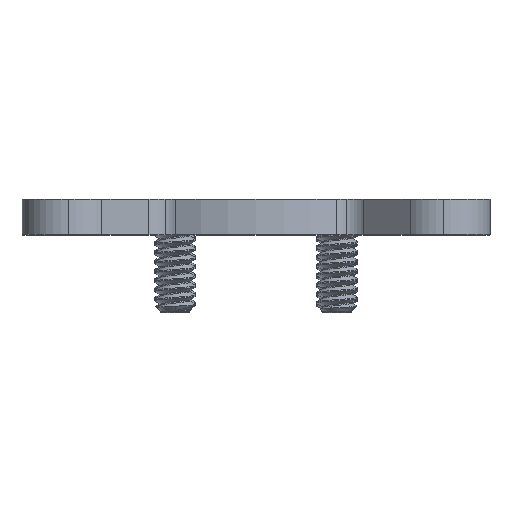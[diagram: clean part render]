
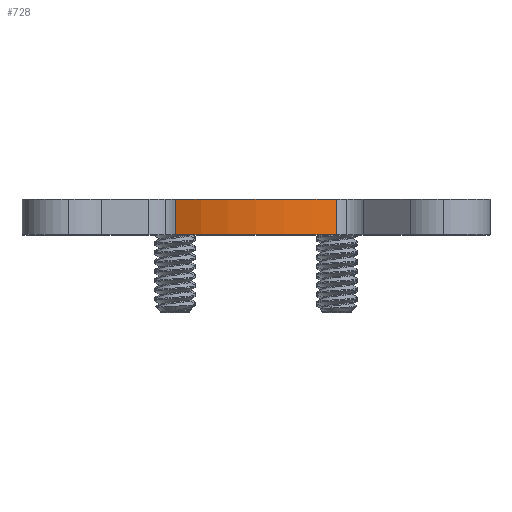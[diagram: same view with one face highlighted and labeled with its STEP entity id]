
A CAD part, top view. The second image highlights one B-rep face of the part: STEP entity #728.
In plain terms, the highlighted cylindrical face has radius 16 mm (diameter 32 mm), a partial arc.
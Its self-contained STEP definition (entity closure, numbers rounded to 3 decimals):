
#728 = ADVANCED_FACE ( 'NONE', ( #21600 ), #5865, .T. ) ;
#1170 = DIRECTION ( 'NONE',  ( 0., 1., 0. ) ) ;
#1611 = VECTOR ( 'NONE', #18539, 1000. ) ;
#2154 = LINE ( 'NONE', #5947, #1611 ) ;
#3343 = CARTESIAN_POINT ( 'NONE',  ( 6.895, 0., 14.438 ) ) ;
#5547 = DIRECTION ( 'NONE',  ( 0., 1., 0. ) ) ;
#5865 = CYLINDRICAL_SURFACE ( 'NONE', #20981, 16. ) ;
#5947 = CARTESIAN_POINT ( 'NONE',  ( -6.895, 3., 14.438 ) ) ;
#6535 = DIRECTION ( 'NONE',  ( 0., -1., 0. ) ) ;
#6908 = VECTOR ( 'NONE', #16167, 1000. ) ;
#7201 = EDGE_CURVE ( 'NONE', #11883, #9531, #2154, .T. ) ;
#7778 = CIRCLE ( 'NONE', #17283, 16. ) ;
#8089 = CARTESIAN_POINT ( 'NONE',  ( 0., 3., 0. ) ) ;
#8497 = ORIENTED_EDGE ( 'NONE', *, *, #12819, .T. ) ;
#9389 = EDGE_LOOP ( 'NONE', ( #8497, #11277, #19370, #12852 ) ) ;
#9499 = CARTESIAN_POINT ( 'NONE',  ( 0., 3., 0. ) ) ;
#9531 = VERTEX_POINT ( 'NONE', #13206 ) ;
#10145 = CARTESIAN_POINT ( 'NONE',  ( 0., 0., 0. ) ) ;
#11169 = VERTEX_POINT ( 'NONE', #16894 ) ;
#11277 = ORIENTED_EDGE ( 'NONE', *, *, #15709, .T. ) ;
#11883 = VERTEX_POINT ( 'NONE', #13035 ) ;
#12819 = EDGE_CURVE ( 'NONE', #9531, #19911, #7778, .T. ) ;
#12852 = ORIENTED_EDGE ( 'NONE', *, *, #7201, .T. ) ;
#13035 = CARTESIAN_POINT ( 'NONE',  ( -6.895, 3., 14.438 ) ) ;
#13206 = CARTESIAN_POINT ( 'NONE',  ( -6.895, 0., 14.438 ) ) ;
#13779 = AXIS2_PLACEMENT_3D ( 'NONE', #9499, #5547, #16103 ) ;
#13996 = EDGE_CURVE ( 'NONE', #11883, #11169, #16041, .T. ) ;
#15709 = EDGE_CURVE ( 'NONE', #19911, #11169, #19613, .T. ) ;
#16041 = CIRCLE ( 'NONE', #13779, 16. ) ;
#16103 = DIRECTION ( 'NONE',  ( 0., 0., 1. ) ) ;
#16167 = DIRECTION ( 'NONE',  ( 0., 1., 0. ) ) ;
#16783 = DIRECTION ( 'NONE',  ( 0., 0., -1. ) ) ;
#16894 = CARTESIAN_POINT ( 'NONE',  ( 6.895, 3., 14.438 ) ) ;
#17283 = AXIS2_PLACEMENT_3D ( 'NONE', #10145, #1170, #20792 ) ;
#17869 = CARTESIAN_POINT ( 'NONE',  ( 6.895, 3., 14.438 ) ) ;
#18539 = DIRECTION ( 'NONE',  ( 0., -1., 0. ) ) ;
#19370 = ORIENTED_EDGE ( 'NONE', *, *, #13996, .F. ) ;
#19613 = LINE ( 'NONE', #17869, #6908 ) ;
#19911 = VERTEX_POINT ( 'NONE', #3343 ) ;
#20792 = DIRECTION ( 'NONE',  ( 0., 0., 1. ) ) ;
#20981 = AXIS2_PLACEMENT_3D ( 'NONE', #8089, #6535, #16783 ) ;
#21600 = FACE_OUTER_BOUND ( 'NONE', #9389, .T. ) ;
